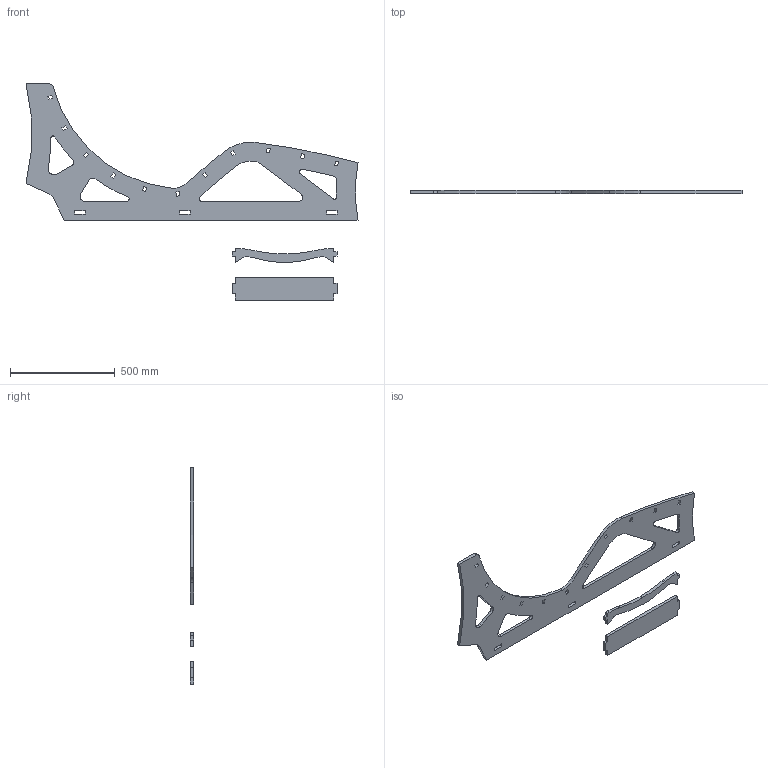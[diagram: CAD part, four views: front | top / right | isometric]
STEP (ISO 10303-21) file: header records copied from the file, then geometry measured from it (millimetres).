
FILE_DESCRIPTION(('CATIA V5 STEP Exchange'),'2;1');
FILE_NAME('RaceCarDeckChair.stp','2021-03-13T20:02:23+00:00',('none'),('none'),'CATIA Version 5-6 Release 2013 SP5','CATIA V5 STEP AP203','none');
FILE_SCHEMA(('CONFIG_CONTROL_DESIGN'));
Length unit declared in the file: millimetre
Products named in the file (1): RaceCarDeckChair
Bounding box: 1581.62 x 15 x 1030 mm (x, y, z)
Volume: 6795663.7 mm3; surface area: 1064224.3 mm2
Topology: 3 solids, 3 shells, 146 faces, 420 edges, 280 vertices
Faces by surface type: plane 107, cylinder 39
Entity records: 4658 total; most frequent: ORIENTED_EDGE 840, CARTESIAN_POINT 820, DIRECTION 658, EDGE_CURVE 420, VECTOR 342, LINE 342, VERTEX_POINT 280, AXIS2_PLACEMENT_3D 198
